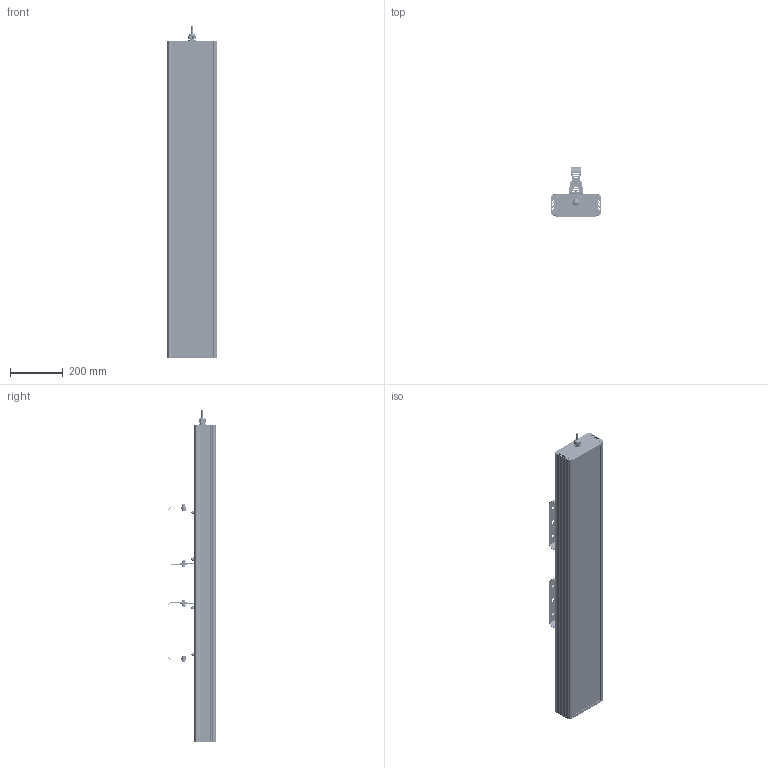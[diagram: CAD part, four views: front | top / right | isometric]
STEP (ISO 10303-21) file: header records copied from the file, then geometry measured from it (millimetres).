
FILE_DESCRIPTION(('STEP AP214'), '1');
FILE_NAME('001.0079.99.000 - ÃÑÏ-Ýêñòðà-Îïòèê-240', '2023-11-03T05:11:07', ('Ëóêîíèí'), ('ÎÊÁ Ñâîé Ñòèëü'), 'C3D Converter', 'C3D Toolkit', '');
FILE_SCHEMA(('AUTOMOTIVE_DESIGN { 1 0 10303 214 3 1 1}'));
Length unit declared in the file: millimetre
Products named in the file (41): 001.0079.99.000
Assembly tree (88 placements, depth 4):
  001.0079.99.000
    (unnamed)
      (unnamed)
      (unnamed)
      (unnamed)
      (unnamed)  x6
      (unnamed)  x6
      (unnamed)
      (unnamed)
      (unnamed)
      (unnamed)
        (unnamed)
      (unnamed)  x24
        (unnamed)
        (unnamed)
        (unnamed)
        (unnamed)
        (unnamed)
        (unnamed)
        (unnamed)
        (unnamed)
        (unnamed)
        (unnamed)
    (unnamed)  x2
      (unnamed)
      (unnamed)
      (unnamed)
      (unnamed)
      (unnamed)
      (unnamed)
      (unnamed)
      (unnamed)
      (unnamed)
      (unnamed)
      (unnamed)
      (unnamed)
      (unnamed)
      (unnamed)
      (unnamed)
      (unnamed)
      (unnamed)
Bounding box: 187.37 x 184.65 x 1256.43 mm (x, y, z)
Volume: 3995419.3 mm3; surface area: 2973502.6 mm2
Topology: 850 solids, 850 shells, 11660 faces, 26511 edges, 17683 vertices
Faces by surface type: plane 8198, cylinder 2746, bspline 405, cone 274, sphere 24, torus 13
Full cylindrical faces by diameter (mm): 1 x24, 2 x48, 2.5 x96, 2.8 x600, 3.2 x24, 3.5 x144, 4 x12, 6 x8, 6.375 x4, 8 x20, 8.5 x16, 9 x312, 12 x5, 12.5 x1, 13.333 x4, 16 x9, 18.5 x3, 20 x1, 23.5 x1
Entity records: 112781 total; most frequent: CARTESIAN_POINT 51808, ORIENTED_EDGE 11236, DIRECTION 10456, EDGE_CURVE 5618, VERTEX_POINT 3842, AXIS2_PLACEMENT_3D 3561, LINE 3334, VECTOR 3334
